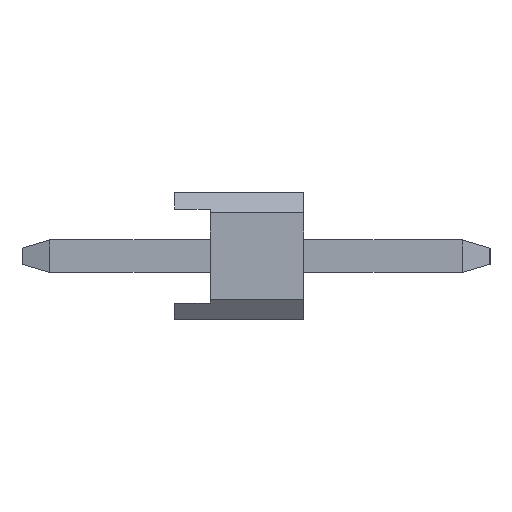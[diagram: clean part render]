
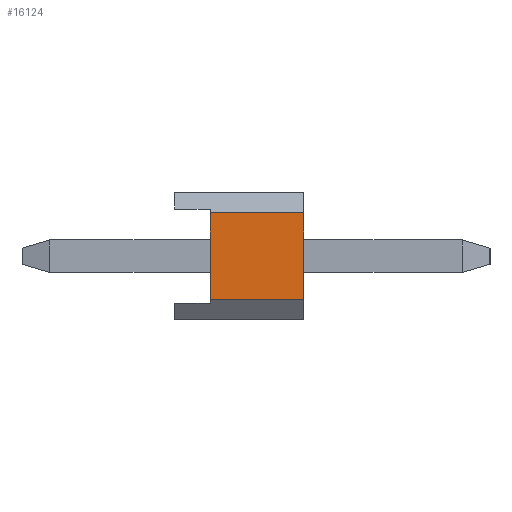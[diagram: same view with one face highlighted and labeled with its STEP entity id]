
A CAD part, left-side view. The second image highlights one B-rep face of the part: STEP entity #16124.
In plain terms, the highlighted planar face has unit normal (-1, 0, 0).
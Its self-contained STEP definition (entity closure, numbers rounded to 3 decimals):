
#6842=EDGE_CURVE('',#16222,#14886,#18649,.T.);
#8352=VERTEX_POINT('',#20298);
#10156=EDGE_CURVE('',#16222,#16976,#22298,.T.);
#14390=EDGE_CURVE('',#8352,#14886,#26965,.T.);
#14886=VERTEX_POINT('',#27500);
#16124=ADVANCED_FACE('',(#28902),#28903,.T.);
#16222=VERTEX_POINT('',#29012);
#16224=EDGE_CURVE('',#16976,#8352,#29014,.T.);
#16976=VERTEX_POINT('',#29831);
#18649=LINE('',#32057,#32058);
#20298=CARTESIAN_POINT('',(-48.16,-2.54,-0.851));
#22298=LINE('',#37370,#37371);
#26965=LINE('',#44115,#44116);
#27500=CARTESIAN_POINT('',(-48.16,-2.54,0.851));
#28902=FACE_OUTER_BOUND('',#46879,.T.);
#28903=PLANE('',#46880);
#29012=CARTESIAN_POINT('',(-48.16,-0.7,0.851));
#29014=LINE('',#47028,#47029);
#29831=CARTESIAN_POINT('',(-48.16,-0.7,-0.851));
#32057=CARTESIAN_POINT('',(-48.16,0.,0.851));
#32058=VECTOR('',#50268,1.0);
#37370=CARTESIAN_POINT('',(-48.16,-0.7,-0.426));
#37371=VECTOR('',#53864,1.0);
#44115=CARTESIAN_POINT('',(-48.16,-2.54,0.851));
#44116=VECTOR('',#58611,1.0);
#46879=EDGE_LOOP('',(#60850,#60851,#60852,#60853));
#46880=AXIS2_PLACEMENT_3D('',#60854,#60855,#60856);
#47028=CARTESIAN_POINT('',(-48.16,0.,-0.851));
#47029=VECTOR('',#60965,1.0);
#50268=DIRECTION('',(0.0,-1.0,0.));
#53864=DIRECTION('',(0.0,0.,-1.0));
#58611=DIRECTION('',(0.0,0.,1.0));
#60850=ORIENTED_EDGE('',*,*,#10156,.T.);
#60851=ORIENTED_EDGE('',*,*,#16224,.T.);
#60852=ORIENTED_EDGE('',*,*,#14390,.T.);
#60853=ORIENTED_EDGE('',*,*,#6842,.F.);
#60854=CARTESIAN_POINT('',(-48.16,0.,-0.851));
#60855=DIRECTION('',(-1.0,0.0,0.0));
#60856=DIRECTION('',(0.0,0.,-1.0));
#60965=DIRECTION('',(0.0,-1.0,0.));
